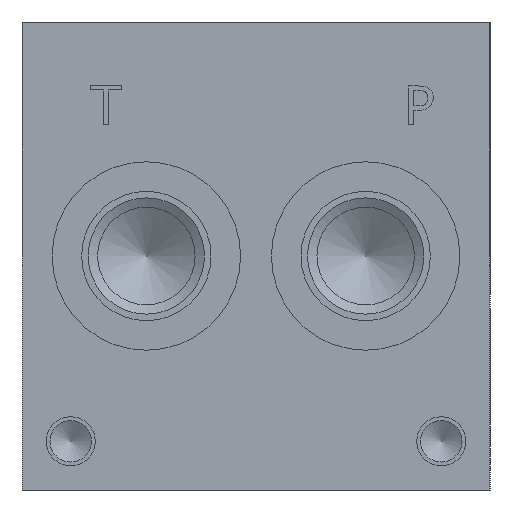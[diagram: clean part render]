
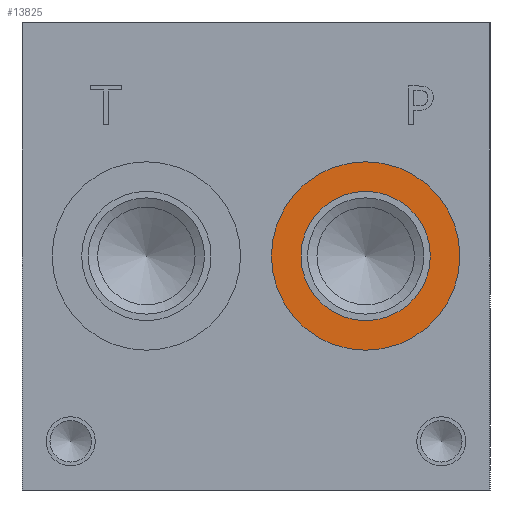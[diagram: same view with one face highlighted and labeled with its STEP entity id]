
A CAD part, left-side view. The second image highlights one B-rep face of the part: STEP entity #13825.
In plain terms, the highlighted planar face has unit normal (-1, 0, 0).
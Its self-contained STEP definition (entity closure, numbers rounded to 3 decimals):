
#265=CIRCLE('',#14474,15.342);
#266=CIRCLE('',#14475,15.342);
#267=CIRCLE('',#14477,10.528);
#268=CIRCLE('',#14478,10.528);
#589=FACE_BOUND('',#2393,.T.);
#995=PLANE('',#14476);
#1600=FACE_OUTER_BOUND('',#2392,.T.);
#2392=EDGE_LOOP('',(#11790,#11791));
#2393=EDGE_LOOP('',(#11792,#11793));
#6464=VERTEX_POINT('',#23475);
#6465=VERTEX_POINT('',#23477);
#6466=VERTEX_POINT('',#23481);
#6467=VERTEX_POINT('',#23482);
#8322=EDGE_CURVE('',#6464,#6465,#265,.T.);
#8323=EDGE_CURVE('',#6465,#6464,#266,.T.);
#8324=EDGE_CURVE('',#6466,#6467,#267,.T.);
#8325=EDGE_CURVE('',#6467,#6466,#268,.T.);
#11790=ORIENTED_EDGE('',*,*,#8323,.F.);
#11791=ORIENTED_EDGE('',*,*,#8322,.F.);
#11792=ORIENTED_EDGE('',*,*,#8324,.T.);
#11793=ORIENTED_EDGE('',*,*,#8325,.T.);
#13825=ADVANCED_FACE('',(#1600,#589),#995,.F.);
#14474=AXIS2_PLACEMENT_3D('',#23478,#16950,#16951);
#14475=AXIS2_PLACEMENT_3D('',#23479,#16952,#16953);
#14476=AXIS2_PLACEMENT_3D('',#23480,#16954,#16955);
#14477=AXIS2_PLACEMENT_3D('',#23483,#16956,#16957);
#14478=AXIS2_PLACEMENT_3D('',#23484,#16958,#16959);
#16950=DIRECTION('center_axis',(1.,0.,0.));
#16951=DIRECTION('ref_axis',(0.,0.,-1.));
#16952=DIRECTION('center_axis',(1.,0.,0.));
#16953=DIRECTION('ref_axis',(0.,0.,-1.));
#16954=DIRECTION('center_axis',(1.,0.,0.));
#16955=DIRECTION('ref_axis',(0.,0.,-1.));
#16956=DIRECTION('center_axis',(1.,0.,0.));
#16957=DIRECTION('ref_axis',(0.,0.,-1.));
#16958=DIRECTION('center_axis',(1.,0.,0.));
#16959=DIRECTION('ref_axis',(0.,0.,-1.));
#23475=CARTESIAN_POINT('',(0.787,20.244,22.758));
#23477=CARTESIAN_POINT('',(0.787,20.244,53.442));
#23478=CARTESIAN_POINT('Origin',(0.787,20.244,38.1));
#23479=CARTESIAN_POINT('Origin',(0.787,20.244,38.1));
#23480=CARTESIAN_POINT('Origin',(0.787,20.244,48.628));
#23481=CARTESIAN_POINT('',(0.787,20.244,48.628));
#23482=CARTESIAN_POINT('',(0.787,20.244,27.572));
#23483=CARTESIAN_POINT('Origin',(0.787,20.244,38.1));
#23484=CARTESIAN_POINT('Origin',(0.787,20.244,38.1));
